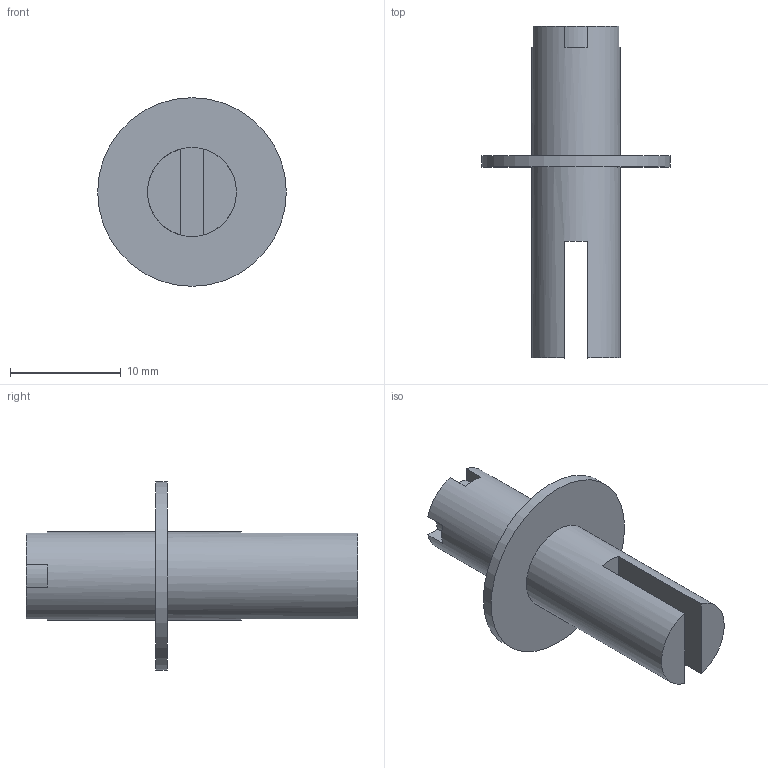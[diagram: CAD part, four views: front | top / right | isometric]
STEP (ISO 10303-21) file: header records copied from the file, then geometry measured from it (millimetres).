
FILE_DESCRIPTION(/* description */ (''),/* implementation_level */ '2;1');
FILE_NAME(/* name */ 'rewind spool.step',/* time_stamp */ '2020-06-08T16:46:22+02:00',/* author */ (''),/* organization */ (''),/* preprocessor_version */ 'ST-DEVELOPER v18.1',/* originating_system */ 'Autodesk Translation Framework v9.3.0.1241',/* authorisation */ '');
FILE_SCHEMA (('AUTOMOTIVE_DESIGN { 1 0 10303 214 3 1 1 }'));
Length unit declared in the file: millimetre
Products named in the file (1): rewind spool
Bounding box: 17 x 29.9 x 17 mm (x, y, z)
Volume: 1426.9 mm3; surface area: 1431.1 mm2
Topology: 1 solids, 1 shells, 30 faces, 74 edges, 49 vertices
Faces by surface type: plane 21, cylinder 8, cone 1
Full cylindrical faces by diameter (mm): 3.88 x1, 8 x2, 17 x1
Entity records: 939 total; most frequent: DIRECTION 165, CARTESIAN_POINT 154, ORIENTED_EDGE 148, EDGE_CURVE 74, AXIS2_PLACEMENT_3D 60, VERTEX_POINT 49, LINE 45, VECTOR 45
